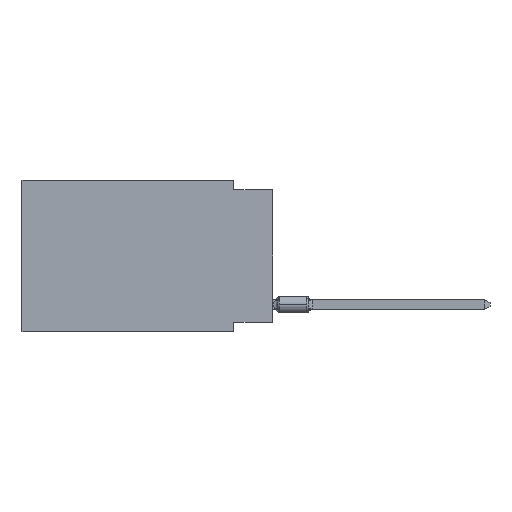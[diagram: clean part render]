
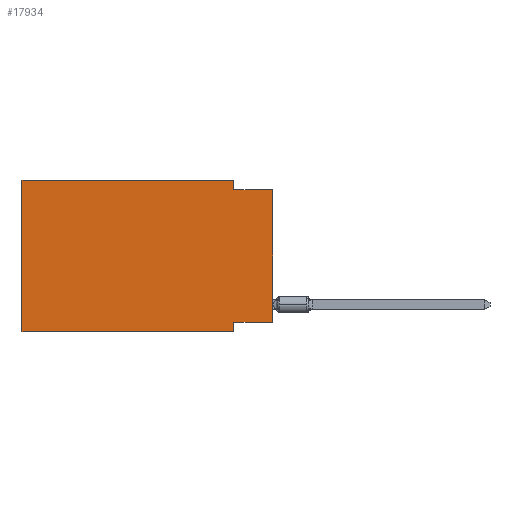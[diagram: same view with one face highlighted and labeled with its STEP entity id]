
A CAD part, left-side view. The second image highlights one B-rep face of the part: STEP entity #17934.
In plain terms, the highlighted planar face has unit normal (-1, 0, 0).
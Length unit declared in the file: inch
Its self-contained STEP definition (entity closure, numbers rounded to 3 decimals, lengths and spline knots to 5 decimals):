
#1596 = VECTOR ( 'NONE', #5093, 39.37008 ) ;
#1660 = DIRECTION ( 'NONE',  ( 0., -1., 0. ) ) ;
#1781 = CARTESIAN_POINT ( 'NONE',  ( 0., 0.1, -0.025 ) ) ;
#1852 = ORIENTED_EDGE ( 'NONE', *, *, #8149, .T. ) ;
#2015 = DIRECTION ( 'NONE',  ( 0., 0., -1. ) ) ;
#2119 = CARTESIAN_POINT ( 'NONE',  ( 0., 0.1, -0.39 ) ) ;
#2321 = LINE ( 'NONE', #14767, #15892 ) ;
#2527 = CARTESIAN_POINT ( 'NONE',  ( 0., 0., -0.365 ) ) ;
#3126 = EDGE_CURVE ( 'NONE', #8446, #16010, #9973, .T. ) ;
#3244 = EDGE_CURVE ( 'NONE', #8446, #9776, #20735, .T. ) ;
#3258 = DIRECTION ( 'NONE',  ( 0., 0., -1. ) ) ;
#3381 = LINE ( 'NONE', #20482, #8777 ) ;
#3468 = CARTESIAN_POINT ( 'NONE',  ( 0., 0.1, -0.365 ) ) ;
#4108 = VECTOR ( 'NONE', #13593, 39.37008 ) ;
#4114 = DIRECTION ( 'NONE',  ( 0., 1., 0. ) ) ;
#5093 = DIRECTION ( 'NONE',  ( 0., 0., 1. ) ) ;
#5517 = CARTESIAN_POINT ( 'NONE',  ( 0., 0.1, -0.39 ) ) ;
#5796 = AXIS2_PLACEMENT_3D ( 'NONE', #10798, #14756, #9214 ) ;
#5840 = DIRECTION ( 'NONE',  ( 0., 0., 1. ) ) ;
#6077 = ORIENTED_EDGE ( 'NONE', *, *, #14841, .F. ) ;
#6619 = VECTOR ( 'NONE', #2015, 39.37008 ) ;
#6961 = CARTESIAN_POINT ( 'NONE',  ( 0., 0.645, -0.39 ) ) ;
#7409 = ORIENTED_EDGE ( 'NONE', *, *, #3244, .T. ) ;
#8149 = EDGE_CURVE ( 'NONE', #19127, #12351, #18058, .T. ) ;
#8220 = CARTESIAN_POINT ( 'NONE',  ( 0., 0., -0.025 ) ) ;
#8446 = VERTEX_POINT ( 'NONE', #6961 ) ;
#8648 = VECTOR ( 'NONE', #1660, 39.37008 ) ;
#8777 = VECTOR ( 'NONE', #3258, 39.37008 ) ;
#8894 = ORIENTED_EDGE ( 'NONE', *, *, #15091, .F. ) ;
#9214 = DIRECTION ( 'NONE',  ( 0., 0., -1. ) ) ;
#9776 = VERTEX_POINT ( 'NONE', #2119 ) ;
#9973 = LINE ( 'NONE', #10517, #1596 ) ;
#10517 = CARTESIAN_POINT ( 'NONE',  ( 0., 0.645, 0. ) ) ;
#10763 = CARTESIAN_POINT ( 'NONE',  ( 0., 0.1, 0. ) ) ;
#10798 = CARTESIAN_POINT ( 'NONE',  ( 0., 0.645, 0. ) ) ;
#11997 = EDGE_CURVE ( 'NONE', #20942, #12120, #3381, .T. ) ;
#12090 = EDGE_CURVE ( 'NONE', #13716, #9776, #22399, .T. ) ;
#12120 = VERTEX_POINT ( 'NONE', #1781 ) ;
#12351 = VERTEX_POINT ( 'NONE', #8220 ) ;
#13058 = LINE ( 'NONE', #19617, #21002 ) ;
#13593 = DIRECTION ( 'NONE',  ( 0., -1., 0. ) ) ;
#13716 = VERTEX_POINT ( 'NONE', #3468 ) ;
#14756 = DIRECTION ( 'NONE',  ( 1., 0., 0. ) ) ;
#14767 = CARTESIAN_POINT ( 'NONE',  ( 0., 0., -0.025 ) ) ;
#14841 = EDGE_CURVE ( 'NONE', #16010, #20942, #20682, .T. ) ;
#14919 = CARTESIAN_POINT ( 'NONE',  ( 0., 0.645, 0. ) ) ;
#14963 = ORIENTED_EDGE ( 'NONE', *, *, #11997, .F. ) ;
#15091 = EDGE_CURVE ( 'NONE', #12120, #12351, #2321, .T. ) ;
#15193 = EDGE_LOOP ( 'NONE', ( #1852, #8894, #14963, #6077, #19819, #7409, #20951, #17420 ) ) ;
#15892 = VECTOR ( 'NONE', #21684, 39.37008 ) ;
#16010 = VERTEX_POINT ( 'NONE', #14919 ) ;
#16997 = VECTOR ( 'NONE', #5840, 39.37008 ) ;
#17420 = ORIENTED_EDGE ( 'NONE', *, *, #17833, .F. ) ;
#17833 = EDGE_CURVE ( 'NONE', #19127, #13716, #13058, .T. ) ;
#17934 = ADVANCED_FACE ( 'NONE', ( #21234 ), #19626, .F. ) ;
#17946 = CARTESIAN_POINT ( 'NONE',  ( 0., 0., 0. ) ) ;
#18058 = LINE ( 'NONE', #17946, #16997 ) ;
#18853 = CARTESIAN_POINT ( 'NONE',  ( 0., 0.645, 0. ) ) ;
#18904 = CARTESIAN_POINT ( 'NONE',  ( 0., 0.645, -0.39 ) ) ;
#19127 = VERTEX_POINT ( 'NONE', #2527 ) ;
#19617 = CARTESIAN_POINT ( 'NONE',  ( 0., 0., -0.365 ) ) ;
#19626 = PLANE ( 'NONE',  #5796 ) ;
#19819 = ORIENTED_EDGE ( 'NONE', *, *, #3126, .F. ) ;
#20482 = CARTESIAN_POINT ( 'NONE',  ( 0., 0.1, 0. ) ) ;
#20682 = LINE ( 'NONE', #18853, #8648 ) ;
#20735 = LINE ( 'NONE', #18904, #4108 ) ;
#20942 = VERTEX_POINT ( 'NONE', #10763 ) ;
#20951 = ORIENTED_EDGE ( 'NONE', *, *, #12090, .F. ) ;
#21002 = VECTOR ( 'NONE', #4114, 39.37008 ) ;
#21234 = FACE_OUTER_BOUND ( 'NONE', #15193, .T. ) ;
#21684 = DIRECTION ( 'NONE',  ( 0., -1., 0. ) ) ;
#22399 = LINE ( 'NONE', #5517, #6619 ) ;
